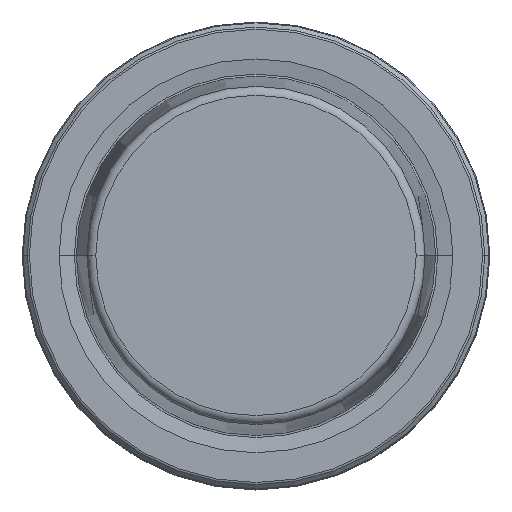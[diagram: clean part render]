
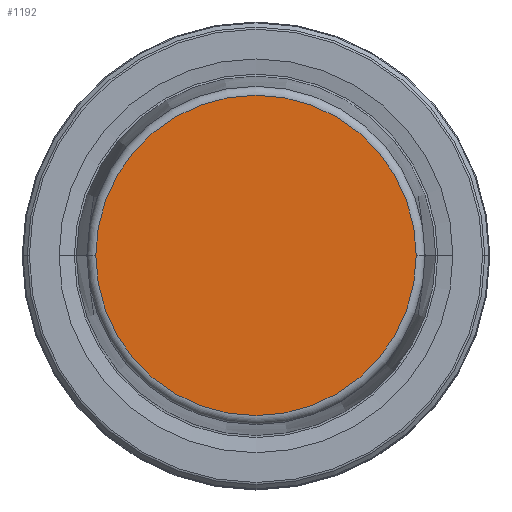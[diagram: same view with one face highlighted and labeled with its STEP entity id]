
A CAD part, top view. The second image highlights one B-rep face of the part: STEP entity #1192.
In plain terms, the highlighted planar face has unit normal (0, 0, 1).
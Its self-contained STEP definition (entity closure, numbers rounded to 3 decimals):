
#2 = AXIS2_PLACEMENT_3D ( 'NONE', #789, #405, #1070 ) ;
#36 = ORIENTED_EDGE ( 'NONE', *, *, #1219, .T. ) ;
#126 = DIRECTION ( 'NONE',  ( 0., 0., 1. ) ) ;
#152 = AXIS2_PLACEMENT_3D ( 'NONE', #504, #1188, #601 ) ;
#183 = EDGE_CURVE ( 'NONE', #606, #683, #1011, .T. ) ;
#226 = CARTESIAN_POINT ( 'NONE',  ( 0., 0., 31.9 ) ) ;
#405 = DIRECTION ( 'NONE',  ( 0., 0., -1. ) ) ;
#407 = CARTESIAN_POINT ( 'NONE',  ( 21.581, 0., 31.9 ) ) ;
#421 = CARTESIAN_POINT ( 'NONE',  ( -21.581, 0., 31.9 ) ) ;
#488 = CIRCLE ( 'NONE', #152, 21.581 ) ;
#504 = CARTESIAN_POINT ( 'NONE',  ( 0., 0., 31.9 ) ) ;
#601 = DIRECTION ( 'NONE',  ( 1., 0., 0. ) ) ;
#606 = VERTEX_POINT ( 'NONE', #407 ) ;
#643 = ORIENTED_EDGE ( 'NONE', *, *, #183, .T. ) ;
#683 = VERTEX_POINT ( 'NONE', #421 ) ;
#718 = DIRECTION ( 'NONE',  ( 1., 0., 0. ) ) ;
#789 = CARTESIAN_POINT ( 'NONE',  ( 0., 0., 31.9 ) ) ;
#888 = PLANE ( 'NONE',  #2 ) ;
#1011 = CIRCLE ( 'NONE', #1253, 21.581 ) ;
#1013 = EDGE_LOOP ( 'NONE', ( #643, #36 ) ) ;
#1035 = FACE_OUTER_BOUND ( 'NONE', #1013, .T. ) ;
#1070 = DIRECTION ( 'NONE',  ( -1., 0., 0. ) ) ;
#1188 = DIRECTION ( 'NONE',  ( 0., 0., 1. ) ) ;
#1192 = ADVANCED_FACE ( 'NONE', ( #1035 ), #888, .F. ) ;
#1219 = EDGE_CURVE ( 'NONE', #683, #606, #488, .T. ) ;
#1253 = AXIS2_PLACEMENT_3D ( 'NONE', #226, #126, #718 ) ;
